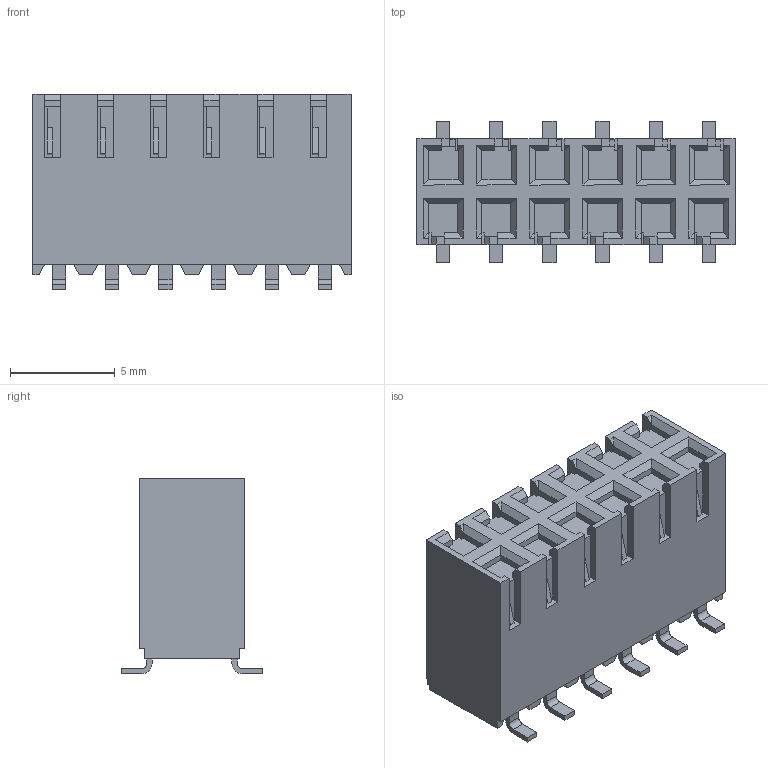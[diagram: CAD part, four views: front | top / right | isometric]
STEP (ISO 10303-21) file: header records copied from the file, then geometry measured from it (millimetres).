
FILE_DESCRIPTION((''),'2;1');
FILE_NAME('015453112','2016-12-06T',('ksrinivasara'),(''),'PRO/ENGINEER BY PARAMETRIC TECHNOLOGY CORPORATION, 2012310','PRO/ENGINEER BY PARAMETRIC TECHNOLOGY CORPORATION, 2012310','');
FILE_SCHEMA(('CONFIG_CONTROL_DESIGN'));
Length unit declared in the file: inch
Products named in the file (1): 015453112
Bounding box: 15.21 x 6.76 x 9.35 mm (x, y, z)
Volume: 613 mm3; surface area: 633.7 mm2
Topology: 1 solids, 1 shells, 399 faces, 1128 edges, 748 vertices
Faces by surface type: plane 369, cylinder 24, bspline 6
Entity records: 12711 total; most frequent: CARTESIAN_POINT 2366, ORIENTED_EDGE 2160, DIRECTION 1964, VECTOR 1080, LINE 1080, EDGE_CURVE 1080, VERTEX_POINT 700, AXIS2_PLACEMENT_3D 442
